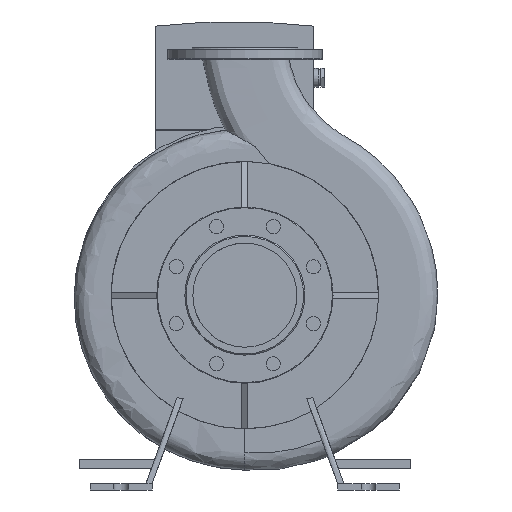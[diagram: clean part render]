
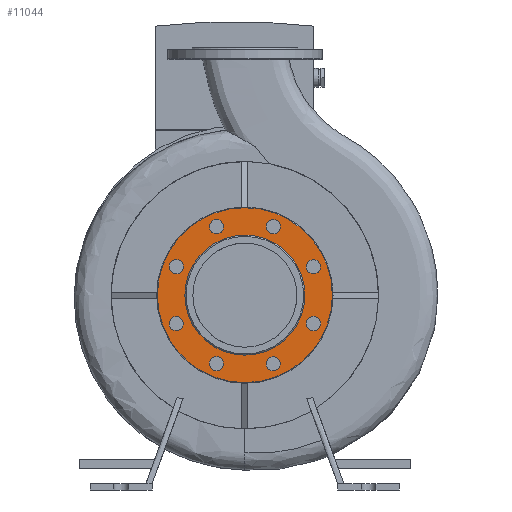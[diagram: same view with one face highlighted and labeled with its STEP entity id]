
A CAD part, left-side view. The second image highlights one B-rep face of the part: STEP entity #11044.
In plain terms, the highlighted planar face has unit normal (-1, 0, 0).
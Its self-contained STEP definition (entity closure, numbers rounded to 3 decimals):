
#322=FACE_BOUND('',#2181,.T.);
#323=FACE_BOUND('',#2182,.T.);
#324=FACE_BOUND('',#2183,.T.);
#325=FACE_BOUND('',#2184,.T.);
#326=FACE_BOUND('',#2185,.T.);
#327=FACE_BOUND('',#2186,.T.);
#328=FACE_BOUND('',#2187,.T.);
#329=FACE_BOUND('',#2188,.T.);
#330=FACE_BOUND('',#2189,.T.);
#442=CIRCLE('',#11767,11.5);
#444=CIRCLE('',#11770,11.5);
#446=CIRCLE('',#11773,11.5);
#448=CIRCLE('',#11776,11.5);
#450=CIRCLE('',#11779,11.5);
#452=CIRCLE('',#11782,11.5);
#454=CIRCLE('',#11785,11.5);
#456=CIRCLE('',#11788,11.5);
#457=CIRCLE('',#11790,97.);
#459=CIRCLE('',#11793,141.5);
#953=PLANE('',#11792);
#1432=FACE_OUTER_BOUND('',#2180,.T.);
#2180=EDGE_LOOP('',(#8512));
#2181=EDGE_LOOP('',(#8513));
#2182=EDGE_LOOP('',(#8514));
#2183=EDGE_LOOP('',(#8515));
#2184=EDGE_LOOP('',(#8516));
#2185=EDGE_LOOP('',(#8517));
#2186=EDGE_LOOP('',(#8518));
#2187=EDGE_LOOP('',(#8519));
#2188=EDGE_LOOP('',(#8520));
#2189=EDGE_LOOP('',(#8521));
#5216=VERTEX_POINT('',#17735);
#5218=VERTEX_POINT('',#17740);
#5220=VERTEX_POINT('',#17745);
#5222=VERTEX_POINT('',#17750);
#5224=VERTEX_POINT('',#17755);
#5226=VERTEX_POINT('',#17760);
#5228=VERTEX_POINT('',#17765);
#5230=VERTEX_POINT('',#17770);
#5231=VERTEX_POINT('',#17773);
#5233=VERTEX_POINT('',#17778);
#6431=EDGE_CURVE('',#5216,#5216,#442,.T.);
#6433=EDGE_CURVE('',#5218,#5218,#444,.T.);
#6435=EDGE_CURVE('',#5220,#5220,#446,.T.);
#6437=EDGE_CURVE('',#5222,#5222,#448,.T.);
#6439=EDGE_CURVE('',#5224,#5224,#450,.T.);
#6441=EDGE_CURVE('',#5226,#5226,#452,.T.);
#6443=EDGE_CURVE('',#5228,#5228,#454,.T.);
#6445=EDGE_CURVE('',#5230,#5230,#456,.T.);
#6446=EDGE_CURVE('',#5231,#5231,#457,.T.);
#6448=EDGE_CURVE('',#5233,#5233,#459,.T.);
#8512=ORIENTED_EDGE('',*,*,#6448,.T.);
#8513=ORIENTED_EDGE('',*,*,#6431,.F.);
#8514=ORIENTED_EDGE('',*,*,#6433,.F.);
#8515=ORIENTED_EDGE('',*,*,#6435,.F.);
#8516=ORIENTED_EDGE('',*,*,#6437,.F.);
#8517=ORIENTED_EDGE('',*,*,#6439,.F.);
#8518=ORIENTED_EDGE('',*,*,#6441,.F.);
#8519=ORIENTED_EDGE('',*,*,#6443,.F.);
#8520=ORIENTED_EDGE('',*,*,#6445,.F.);
#8521=ORIENTED_EDGE('',*,*,#6446,.F.);
#11044=ADVANCED_FACE('',(#1432,#322,#323,#324,#325,#326,#327,#328,#329,
#330),#953,.F.);
#11767=AXIS2_PLACEMENT_3D('',#17736,#13465,#13466);
#11770=AXIS2_PLACEMENT_3D('',#17741,#13471,#13472);
#11773=AXIS2_PLACEMENT_3D('',#17746,#13477,#13478);
#11776=AXIS2_PLACEMENT_3D('',#17751,#13483,#13484);
#11779=AXIS2_PLACEMENT_3D('',#17756,#13489,#13490);
#11782=AXIS2_PLACEMENT_3D('',#17761,#13495,#13496);
#11785=AXIS2_PLACEMENT_3D('',#17766,#13501,#13502);
#11788=AXIS2_PLACEMENT_3D('',#17771,#13507,#13508);
#11790=AXIS2_PLACEMENT_3D('',#17774,#13511,#13512);
#11792=AXIS2_PLACEMENT_3D('',#17777,#13515,#13516);
#11793=AXIS2_PLACEMENT_3D('',#17779,#13517,#13518);
#13465=DIRECTION('center_axis',(-1.,0.,0.));
#13466=DIRECTION('ref_axis',(0.,0.707,-0.707));
#13471=DIRECTION('center_axis',(-1.,0.,0.));
#13472=DIRECTION('ref_axis',(0.,1.,0.));
#13477=DIRECTION('center_axis',(-1.,0.,0.));
#13478=DIRECTION('ref_axis',(0.,0.707,0.707));
#13483=DIRECTION('center_axis',(-1.,0.,0.));
#13484=DIRECTION('ref_axis',(0.,0.,
1.));
#13489=DIRECTION('center_axis',(-1.,0.,0.));
#13490=DIRECTION('ref_axis',(0.,-0.707,0.707));
#13495=DIRECTION('center_axis',(-1.,0.,0.));
#13496=DIRECTION('ref_axis',(0.,-1.,0.));
#13501=DIRECTION('center_axis',(-1.,0.,0.));
#13502=DIRECTION('ref_axis',(0.,-0.707,-0.707));
#13507=DIRECTION('center_axis',(-1.,0.,0.));
#13508=DIRECTION('ref_axis',(0.,0.,-1.));
#13511=DIRECTION('center_axis',(-1.,0.,0.));
#13512=DIRECTION('ref_axis',(0.,-1.,0.));
#13515=DIRECTION('center_axis',(1.,0.,0.));
#13516=DIRECTION('ref_axis',(0.,0.,1.));
#13517=DIRECTION('center_axis',(-1.,0.,0.));
#13518=DIRECTION('ref_axis',(0.,-1.,0.));
#17735=CARTESIAN_POINT('',(-138.,-118.997,277.21));
#17736=CARTESIAN_POINT('Origin',(-138.,-110.866,269.078));
#17740=CARTESIAN_POINT('',(-138.,-57.422,204.134));
#17741=CARTESIAN_POINT('Origin',(-138.,-45.922,204.134));
#17745=CARTESIAN_POINT('',(-138.,37.79,196.003));
#17746=CARTESIAN_POINT('Origin',(-138.,45.922,204.134));
#17750=CARTESIAN_POINT('',(-138.,110.866,257.578));
#17751=CARTESIAN_POINT('Origin',(-138.,110.866,269.078));
#17755=CARTESIAN_POINT('',(-138.,118.997,352.79));
#17756=CARTESIAN_POINT('Origin',(-138.,110.866,360.922));
#17760=CARTESIAN_POINT('',(-138.,57.422,425.866));
#17761=CARTESIAN_POINT('Origin',(-138.,45.922,425.866));
#17765=CARTESIAN_POINT('',(-138.,-37.79,433.997));
#17766=CARTESIAN_POINT('Origin',(-138.,-45.922,425.866));
#17770=CARTESIAN_POINT('',(-138.,-110.866,372.422));
#17771=CARTESIAN_POINT('Origin',(-138.,-110.866,360.922));
#17773=CARTESIAN_POINT('',(-138.,-97.,315.));
#17774=CARTESIAN_POINT('Origin',(-138.,0.,315.));
#17777=CARTESIAN_POINT('Origin',(-138.,-119.25,315.));
#17778=CARTESIAN_POINT('',(-138.,-141.5,315.));
#17779=CARTESIAN_POINT('Origin',(-138.,0.,315.));
